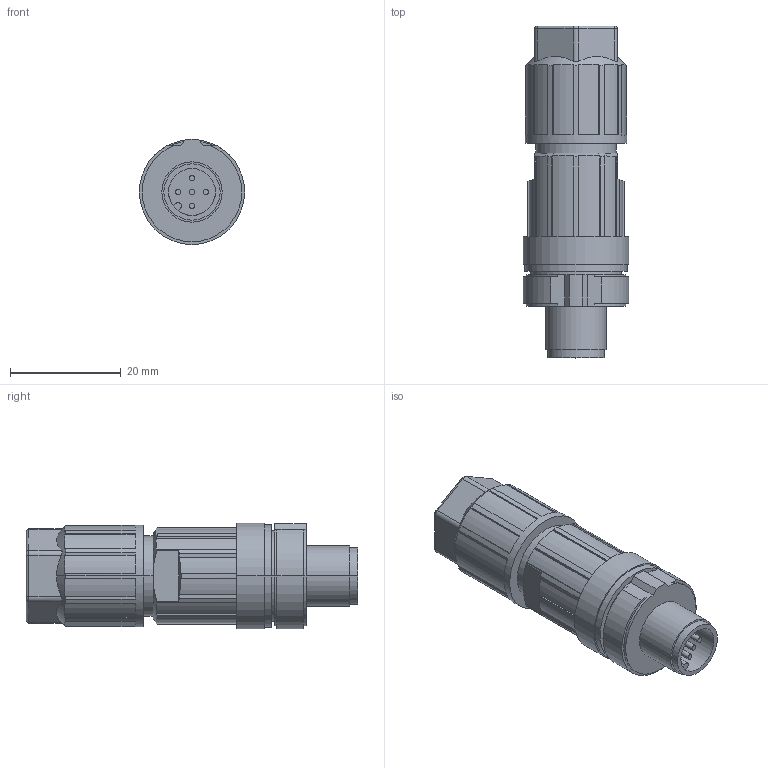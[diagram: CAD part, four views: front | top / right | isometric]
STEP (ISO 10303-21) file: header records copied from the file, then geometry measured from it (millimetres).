
FILE_DESCRIPTION (( 'STEP AP203' ), '1' );
FILE_NAME ('7000-13901-0000000.step', '2024-08-22T15:54:36', ( '' ), ( '' ), 'SwSTEP 2.0', 'SolidWorks 2023', '' );
FILE_SCHEMA (( 'CONFIG_CONTROL_DESIGN' ));
Length unit declared in the file: inch
Products named in the file (1): 7000-13901-0000000
Bounding box: 19 x 60 x 19 mm (x, y, z)
Volume: 10878.5 mm3; surface area: 5234.6 mm2
Topology: 1 solids, 1 shells, 204 faces, 539 edges, 354 vertices
Faces by surface type: plane 103, cylinder 89, cone 6, bspline 4, torus 2
Entity records: 6603 total; most frequent: CARTESIAN_POINT 1416, DIRECTION 1079, ORIENTED_EDGE 1078, EDGE_CURVE 539, AXIS2_PLACEMENT_3D 401, VERTEX_POINT 354, VECTOR 277, LINE 277
